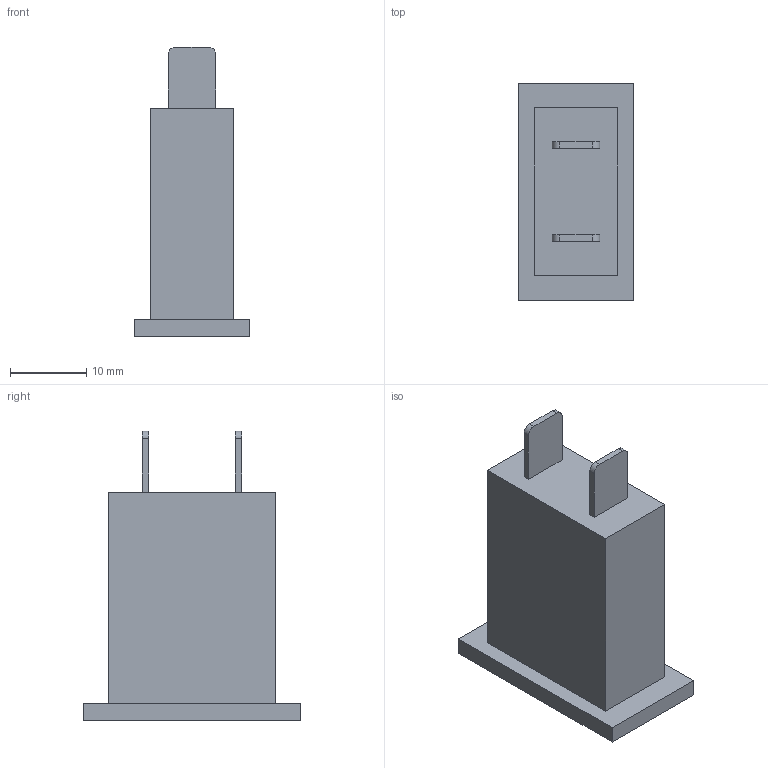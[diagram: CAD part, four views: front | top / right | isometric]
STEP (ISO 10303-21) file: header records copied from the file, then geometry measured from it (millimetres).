
FILE_DESCRIPTION(/* description */ (''),/* implementation_level */ '2;1');
FILE_NAME(/* name */ 'Kfz-Sicherungshalter v1.step',/* time_stamp */ '2021-08-13T18:41:08+02:00',/* author */ (''),/* organization */ (''),/* preprocessor_version */ 'ST-DEVELOPER v18.1',/* originating_system */ 'Autodesk Translation Framework v10.9.0.1377',/* authorisation */ '');
FILE_SCHEMA (('AUTOMOTIVE_DESIGN { 1 0 10303 214 3 1 1 }'));
Length unit declared in the file: millimetre
Products named in the file (1): Kfz-Sicherungshalter
Bounding box: 15.1 x 28.5 x 38 mm (x, y, z)
Volume: 4756.5 mm3; surface area: 4593.6 mm2
Topology: 3 solids, 3 shells, 32 faces, 72 edges, 48 vertices
Faces by surface type: plane 28, cylinder 4
Entity records: 915 total; most frequent: CARTESIAN_POINT 153, DIRECTION 146, ORIENTED_EDGE 144, EDGE_CURVE 72, LINE 64, VECTOR 64, VERTEX_POINT 48, AXIS2_PLACEMENT_3D 41
